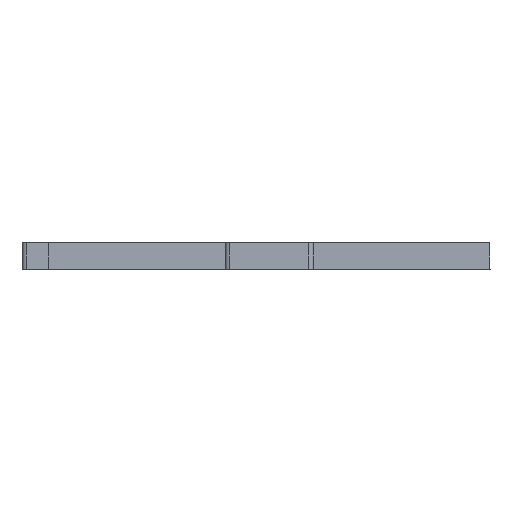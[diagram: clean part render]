
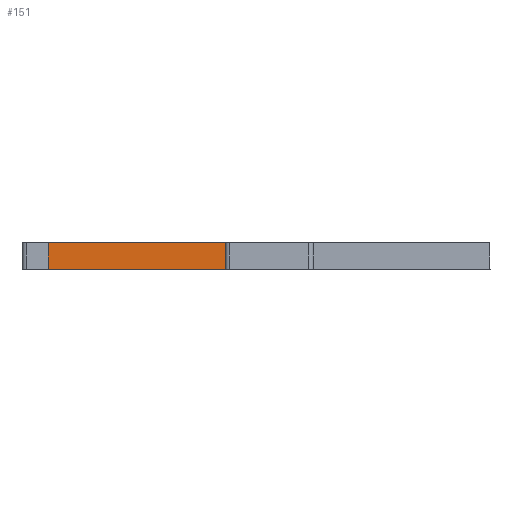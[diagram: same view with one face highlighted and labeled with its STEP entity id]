
A CAD part, front view. The second image highlights one B-rep face of the part: STEP entity #151.
In plain terms, the highlighted planar face has unit normal (0, -1, 0).
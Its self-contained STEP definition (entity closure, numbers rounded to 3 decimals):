
#4 = CARTESIAN_POINT ( 'NONE',  ( 0., 0., -6. ) ) ;
#50 = FACE_OUTER_BOUND ( 'NONE', #143, .T. ) ;
#55 = EDGE_CURVE ( 'NONE', #434, #666, #110, .T. ) ;
#56 = VERTEX_POINT ( 'NONE', #345 ) ;
#73 = EDGE_CURVE ( 'NONE', #434, #56, #567, .T. ) ;
#81 = ORIENTED_EDGE ( 'NONE', *, *, #225, .F. ) ;
#110 = LINE ( 'NONE', #4, #140 ) ;
#140 = VECTOR ( 'NONE', #497, 1000. ) ;
#143 = EDGE_LOOP ( 'NONE', ( #81, #391, #592, #525 ) ) ;
#150 = VERTEX_POINT ( 'NONE', #277 ) ;
#151 = ADVANCED_FACE ( 'NONE', ( #50 ), #681, .T. ) ;
#176 = AXIS2_PLACEMENT_3D ( 'NONE', #335, #509, #560 ) ;
#177 = CARTESIAN_POINT ( 'NONE',  ( 40., 0., 0. ) ) ;
#213 = LINE ( 'NONE', #439, #397 ) ;
#225 = EDGE_CURVE ( 'NONE', #150, #666, #404, .T. ) ;
#277 = CARTESIAN_POINT ( 'NONE',  ( 40., 0., 0. ) ) ;
#335 = CARTESIAN_POINT ( 'NONE',  ( 0., 0., -6. ) ) ;
#345 = CARTESIAN_POINT ( 'NONE',  ( 0., 0., 0. ) ) ;
#350 = CARTESIAN_POINT ( 'NONE',  ( 40., 0., -6. ) ) ;
#391 = ORIENTED_EDGE ( 'NONE', *, *, #524, .F. ) ;
#397 = VECTOR ( 'NONE', #554, 1000. ) ;
#404 = B_SPLINE_CURVE_WITH_KNOTS ( 'NONE', 1,
 ( #177, #350 ),
 .UNSPECIFIED., .F., .F.,
 ( 2, 2 ),
 ( 0., 0.115 ),
 .UNSPECIFIED. ) ;
#434 = VERTEX_POINT ( 'NONE', #722 ) ;
#439 = CARTESIAN_POINT ( 'NONE',  ( 0., 0., 0. ) ) ;
#441 = DIRECTION ( 'NONE',  ( 0., 0., 1. ) ) ;
#456 = CARTESIAN_POINT ( 'NONE',  ( 0., 0., -6. ) ) ;
#485 = CARTESIAN_POINT ( 'NONE',  ( 40., 0., -6. ) ) ;
#497 = DIRECTION ( 'NONE',  ( 1., 0., 0. ) ) ;
#509 = DIRECTION ( 'NONE',  ( 0., -1., 0. ) ) ;
#524 = EDGE_CURVE ( 'NONE', #56, #150, #213, .T. ) ;
#525 = ORIENTED_EDGE ( 'NONE', *, *, #55, .T. ) ;
#554 = DIRECTION ( 'NONE',  ( 1., 0., 0. ) ) ;
#560 = DIRECTION ( 'NONE',  ( 0., 0., -1. ) ) ;
#567 = LINE ( 'NONE', #456, #647 ) ;
#592 = ORIENTED_EDGE ( 'NONE', *, *, #73, .F. ) ;
#647 = VECTOR ( 'NONE', #441, 1000. ) ;
#666 = VERTEX_POINT ( 'NONE', #485 ) ;
#681 = PLANE ( 'NONE',  #176 ) ;
#722 = CARTESIAN_POINT ( 'NONE',  ( 0., 0., -6. ) ) ;
